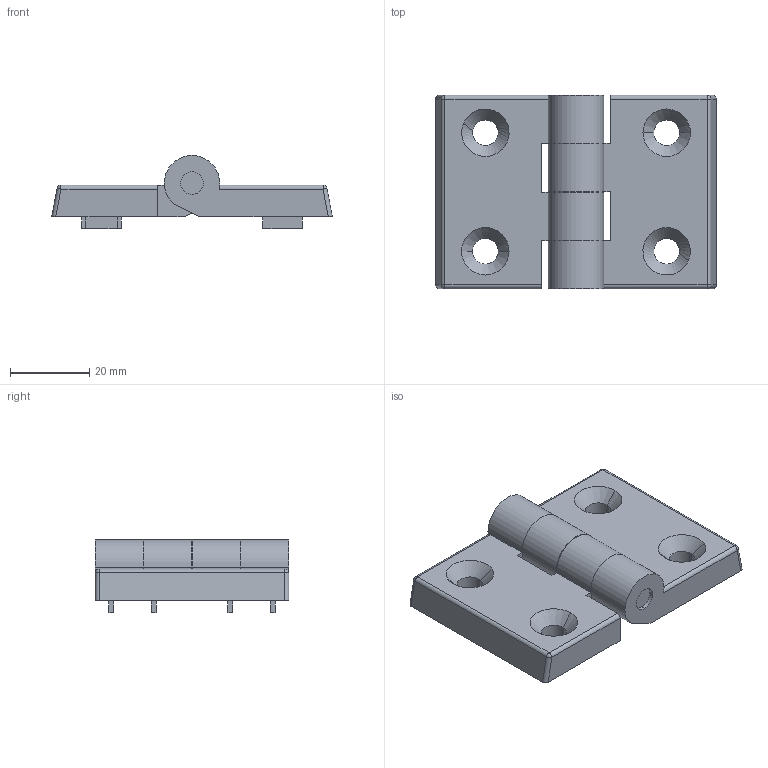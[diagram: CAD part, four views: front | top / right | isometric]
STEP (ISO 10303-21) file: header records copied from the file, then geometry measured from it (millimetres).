
FILE_DESCRIPTION (( 'STEP AP214' ), '1' );
FILE_NAME ('SNSD.30.51.06. Ïåòëÿ ïëàñòèêîâàÿ 45(D24).STEP', '2020-12-17T13:54:57', ( 'Ïîëüçîâàòåëü Windows' ), ( '' ), 'SwSTEP 2.0', 'SolidWorks 2020', '' );
FILE_SCHEMA (( 'AUTOMOTIVE_DESIGN' ));
Length unit declared in the file: millimetre
Products named in the file (3): SNSD.30.51.00. ﾏ琿褻 (B18)E20E21D24_00; SNSD.30.51.06. Ïåòëÿ ïëàñòèêîâàÿ 45(D24); SNSD.30.51.00. Ïåòëÿ ïëàñòèêîâàÿ ìàëàÿ ÷àñòü(B18)E20E21D24_00
Assembly tree (3 placements, depth 2):
  SNSD.30.51.06. Ïåòëÿ ïëàñòèêîâàÿ 45(D24)
    SNSD.30.51.00. Ïåòëÿ ïëàñòèêîâàÿ ìàëàÿ ÷àñòü(B18)E20E21D24_00  x2
    SNSD.30.51.00. ﾏ琿褻 (B18)E20E21D24_00
Bounding box: 70.96 x 49 x 18.5 mm (x, y, z)
Volume: 28166.4 mm3; surface area: 13042.3 mm2
Topology: 3 solids, 3 shells, 118 faces, 300 edges, 192 vertices
Faces by surface type: plane 66, cylinder 40, cone 4, bspline 4, sphere 4
Entity records: 1963 total; most frequent: CARTESIAN_POINT 359, DIRECTION 321, ORIENTED_EDGE 302, EDGE_CURVE 151, AXIS2_PLACEMENT_3D 110, LINE 101, VECTOR 101, VERTEX_POINT 98
